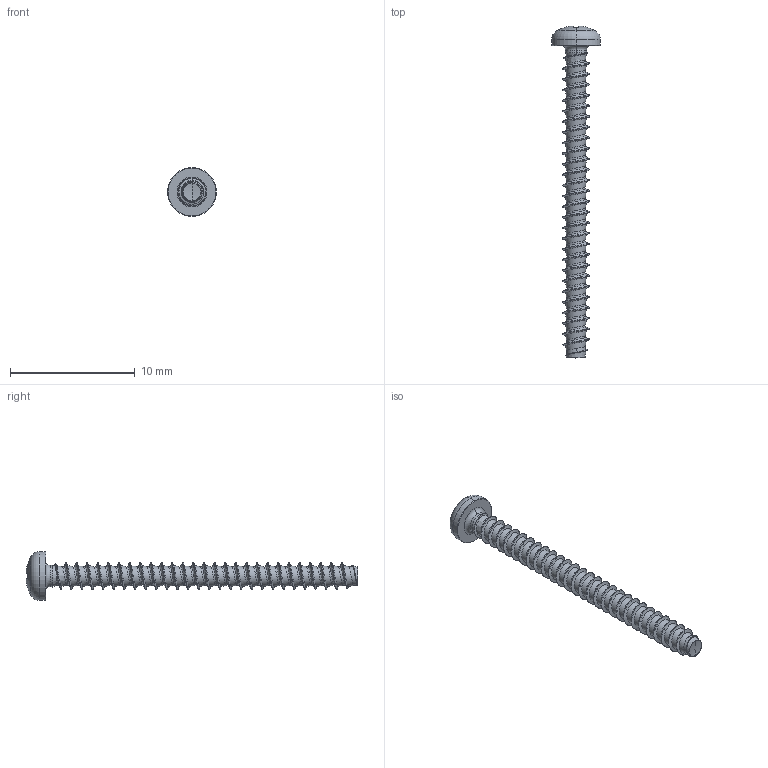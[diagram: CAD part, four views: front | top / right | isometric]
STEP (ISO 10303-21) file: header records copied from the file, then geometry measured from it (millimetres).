
FILE_DESCRIPTION (( 'STEP AP203' ), '1' );
FILE_NAME ('STP320220250.STEP', '2017-08-15T14:05:54', ( '' ), ( '' ), 'SwSTEP 2.0', 'SolidWorks 2015', '' );
FILE_SCHEMA (( 'CONFIG_CONTROL_DESIGN' ));
Length unit declared in the file: millimetre
Products named in the file (1): STP320220250
Bounding box: 3.9 x 26.57 x 3.9 mm (x, y, z)
Volume: 67.5 mm3; surface area: 240.7 mm2
Topology: 1 solids, 1 shells, 222 faces, 535 edges, 315 vertices
Faces by surface type: cylinder 84, bspline 51, torus 28, sphere 28, plane 22, cone 9
Entity records: 36049 total; most frequent: CARTESIAN_POINT 31407, ORIENTED_EDGE 1066, DIRECTION 841, EDGE_CURVE 533, AXIS2_PLACEMENT_3D 362, VERTEX_POINT 315, EDGE_LOOP 224, ADVANCED_FACE 222
